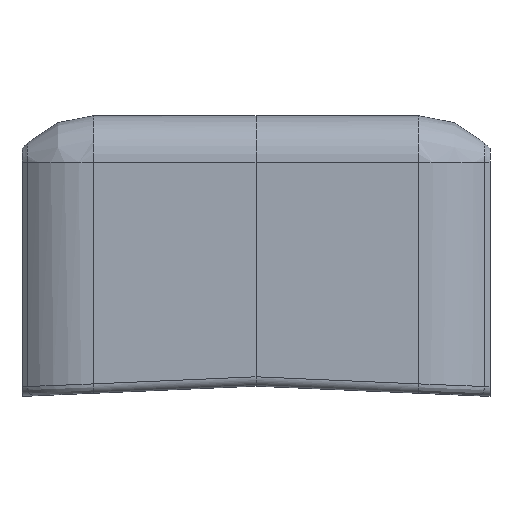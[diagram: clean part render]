
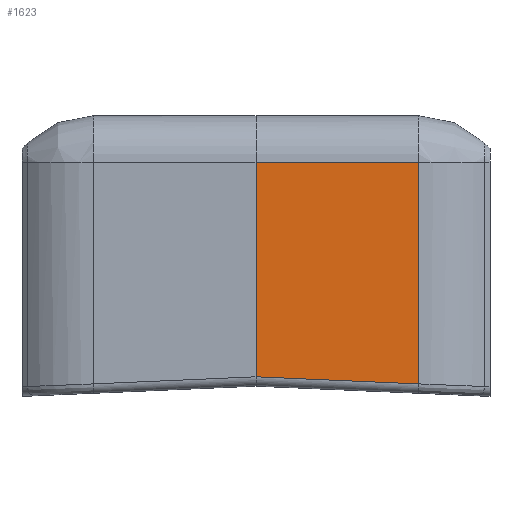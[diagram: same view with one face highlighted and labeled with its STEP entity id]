
A CAD part, left-side view. The second image highlights one B-rep face of the part: STEP entity #1623.
In plain terms, the highlighted planar face has unit normal (-1, 0, 0).
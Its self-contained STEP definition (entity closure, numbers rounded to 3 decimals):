
#72 = CYLINDRICAL_SURFACE('',#73,1.);
#73 = AXIS2_PLACEMENT_3D('',#74,#75,#76);
#74 = CARTESIAN_POINT('',(-19.,-17.401,1.333));
#75 = DIRECTION('',(0.,0.999,0.044));
#76 = DIRECTION('',(0.,0.044,
    -0.999));
#440 = VERTEX_POINT('',#441);
#441 = CARTESIAN_POINT('',(-20.,-17.358,1.335));
#469 = EDGE_CURVE('',#440,#470,#472,.T.);
#470 = VERTEX_POINT('',#471);
#471 = CARTESIAN_POINT('',(-20.,0.,2.092));
#472 = SURFACE_CURVE('',#473,(#477,#484),.PCURVE_S1.);
#473 = LINE('',#474,#475);
#474 = CARTESIAN_POINT('',(-20.,-17.401,1.333));
#475 = VECTOR('',#476,1.);
#476 = DIRECTION('',(0.,0.999,0.044));
#477 = PCURVE('',#72,#478);
#478 = DEFINITIONAL_REPRESENTATION('',(#479),#483);
#479 = LINE('',#480,#481);
#480 = CARTESIAN_POINT('',(1.571,0.));
#481 = VECTOR('',#482,1.);
#482 = DIRECTION('',(0.,1.));
#483 = ( GEOMETRIC_REPRESENTATION_CONTEXT(2) 
PARAMETRIC_REPRESENTATION_CONTEXT() REPRESENTATION_CONTEXT('2D SPACE',''
  ) );
#484 = PCURVE('',#485,#490);
#485 = PLANE('',#486);
#486 = AXIS2_PLACEMENT_3D('',#487,#488,#489);
#487 = CARTESIAN_POINT('',(-20.,0.,25.));
#488 = DIRECTION('',(1.,0.,0.));
#489 = DIRECTION('',(0.,0.,-1.));
#490 = DEFINITIONAL_REPRESENTATION('',(#491),#495);
#491 = LINE('',#492,#493);
#492 = CARTESIAN_POINT('',(23.667,-17.401));
#493 = VECTOR('',#494,1.);
#494 = DIRECTION('',(-0.044,0.999));
#495 = ( GEOMETRIC_REPRESENTATION_CONTEXT(2) 
PARAMETRIC_REPRESENTATION_CONTEXT() REPRESENTATION_CONTEXT('2D SPACE',''
  ) );
#804 = CYLINDRICAL_SURFACE('',#805,10.);
#805 = AXIS2_PLACEMENT_3D('',#806,#807,#808);
#806 = CARTESIAN_POINT('',(-10.,-17.358,0.153));
#807 = DIRECTION('',(0.,0.,1.));
#808 = DIRECTION('',(-0.707,-0.707,0.
    ));
#1610 = PLANE('',#1611);
#1611 = AXIS2_PLACEMENT_3D('',#1612,#1613,#1614);
#1612 = CARTESIAN_POINT('',(-20.,0.,25.));
#1613 = DIRECTION('',(1.,0.,0.));
#1614 = DIRECTION('',(0.,0.,1.));
#1623 = ADVANCED_FACE('',(#1624),#485,.F.);
#1624 = FACE_BOUND('',#1625,.F.);
#1625 = EDGE_LOOP('',(#1626,#1649,#1650,#1673));
#1626 = ORIENTED_EDGE('',*,*,#1627,.F.);
#1627 = EDGE_CURVE('',#440,#1628,#1630,.T.);
#1628 = VERTEX_POINT('',#1629);
#1629 = CARTESIAN_POINT('',(-20.,-17.358,25.));
#1630 = SURFACE_CURVE('',#1631,(#1635,#1642),.PCURVE_S1.);
#1631 = LINE('',#1632,#1633);
#1632 = CARTESIAN_POINT('',(-20.,-17.358,0.153));
#1633 = VECTOR('',#1634,1.);
#1634 = DIRECTION('',(0.,0.,1.));
#1635 = PCURVE('',#485,#1636);
#1636 = DEFINITIONAL_REPRESENTATION('',(#1637),#1641);
#1637 = LINE('',#1638,#1639);
#1638 = CARTESIAN_POINT('',(24.847,-17.358));
#1639 = VECTOR('',#1640,1.);
#1640 = DIRECTION('',(-1.,0.));
#1641 = ( GEOMETRIC_REPRESENTATION_CONTEXT(2) 
PARAMETRIC_REPRESENTATION_CONTEXT() REPRESENTATION_CONTEXT('2D SPACE',''
  ) );
#1642 = PCURVE('',#804,#1643);
#1643 = DEFINITIONAL_REPRESENTATION('',(#1644),#1648);
#1644 = LINE('',#1645,#1646);
#1645 = CARTESIAN_POINT('',(-0.785,0.));
#1646 = VECTOR('',#1647,1.);
#1647 = DIRECTION('',(-0.,1.));
#1648 = ( GEOMETRIC_REPRESENTATION_CONTEXT(2) 
PARAMETRIC_REPRESENTATION_CONTEXT() REPRESENTATION_CONTEXT('2D SPACE',''
  ) );
#1649 = ORIENTED_EDGE('',*,*,#469,.T.);
#1650 = ORIENTED_EDGE('',*,*,#1651,.F.);
#1651 = EDGE_CURVE('',#1652,#470,#1654,.T.);
#1652 = VERTEX_POINT('',#1653);
#1653 = CARTESIAN_POINT('',(-20.,0.,25.));
#1654 = SURFACE_CURVE('',#1655,(#1659,#1666),.PCURVE_S1.);
#1655 = LINE('',#1656,#1657);
#1656 = CARTESIAN_POINT('',(-20.,0.,25.));
#1657 = VECTOR('',#1658,1.);
#1658 = DIRECTION('',(0.,0.,-1.));
#1659 = PCURVE('',#485,#1660);
#1660 = DEFINITIONAL_REPRESENTATION('',(#1661),#1665);
#1661 = LINE('',#1662,#1663);
#1662 = CARTESIAN_POINT('',(0.,0.));
#1663 = VECTOR('',#1664,1.);
#1664 = DIRECTION('',(1.,0.));
#1665 = ( GEOMETRIC_REPRESENTATION_CONTEXT(2) 
PARAMETRIC_REPRESENTATION_CONTEXT() REPRESENTATION_CONTEXT('2D SPACE',''
  ) );
#1666 = PCURVE('',#1610,#1667);
#1667 = DEFINITIONAL_REPRESENTATION('',(#1668),#1672);
#1668 = LINE('',#1669,#1670);
#1669 = CARTESIAN_POINT('',(-0.,0.));
#1670 = VECTOR('',#1671,1.);
#1671 = DIRECTION('',(-1.,0.));
#1672 = ( GEOMETRIC_REPRESENTATION_CONTEXT(2) 
PARAMETRIC_REPRESENTATION_CONTEXT() REPRESENTATION_CONTEXT('2D SPACE',''
  ) );
#1673 = ORIENTED_EDGE('',*,*,#1674,.T.);
#1674 = EDGE_CURVE('',#1652,#1628,#1675,.T.);
#1675 = SURFACE_CURVE('',#1676,(#1680,#1687),.PCURVE_S1.);
#1676 = LINE('',#1677,#1678);
#1677 = CARTESIAN_POINT('',(-20.,0.,25.));
#1678 = VECTOR('',#1679,1.);
#1679 = DIRECTION('',(0.,-1.,0.));
#1680 = PCURVE('',#485,#1681);
#1681 = DEFINITIONAL_REPRESENTATION('',(#1682),#1686);
#1682 = LINE('',#1683,#1684);
#1683 = CARTESIAN_POINT('',(0.,0.));
#1684 = VECTOR('',#1685,1.);
#1685 = DIRECTION('',(0.,-1.));
#1686 = ( GEOMETRIC_REPRESENTATION_CONTEXT(2) 
PARAMETRIC_REPRESENTATION_CONTEXT() REPRESENTATION_CONTEXT('2D SPACE',''
  ) );
#1687 = PCURVE('',#1688,#1693);
#1688 = CYLINDRICAL_SURFACE('',#1689,5.);
#1689 = AXIS2_PLACEMENT_3D('',#1690,#1691,#1692);
#1690 = CARTESIAN_POINT('',(-15.,0.,25.));
#1691 = DIRECTION('',(0.,1.,0.));
#1692 = DIRECTION('',(1.,0.,0.));
#1693 = DEFINITIONAL_REPRESENTATION('',(#1694),#1698);
#1694 = LINE('',#1695,#1696);
#1695 = CARTESIAN_POINT('',(-3.142,0.));
#1696 = VECTOR('',#1697,1.);
#1697 = DIRECTION('',(-0.,-1.));
#1698 = ( GEOMETRIC_REPRESENTATION_CONTEXT(2) 
PARAMETRIC_REPRESENTATION_CONTEXT() REPRESENTATION_CONTEXT('2D SPACE',''
  ) );
